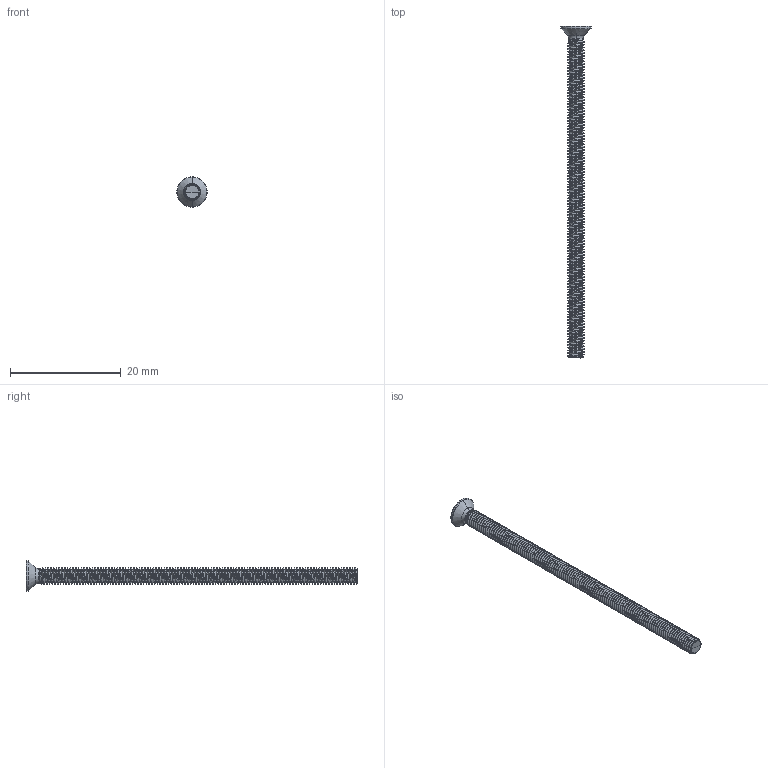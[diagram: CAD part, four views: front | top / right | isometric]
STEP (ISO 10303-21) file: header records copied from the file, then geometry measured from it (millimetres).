
FILE_DESCRIPTION (( 'STEP AP203' ), '1' );
FILE_NAME ('STM410300600.STEP', '2020-12-18T17:03:43', ( '' ), ( '' ), 'SwSTEP 2.0', 'SolidWorks 2015', '' );
FILE_SCHEMA (( 'CONFIG_CONTROL_DESIGN' ));
Length unit declared in the file: millimetre
Products named in the file (2): STM410300600
Bounding box: 5.5 x 60 x 5.5 mm (x, y, z)
Volume: 353.3 mm3; surface area: 889.7 mm2
Topology: 1 solids, 1 shells, 299 faces, 860 edges, 562 vertices
Faces by surface type: cylinder 252, bspline 18, cone 14, torus 11, sphere 2, plane 2
Entity records: 45001 total; most frequent: CARTESIAN_POINT 38575, ORIENTED_EDGE 1716, DIRECTION 947, EDGE_CURVE 858, VERTEX_POINT 562, AXIS2_PLACEMENT_3D 342, EDGE_LOOP 300, FACE_OUTER_BOUND 299
